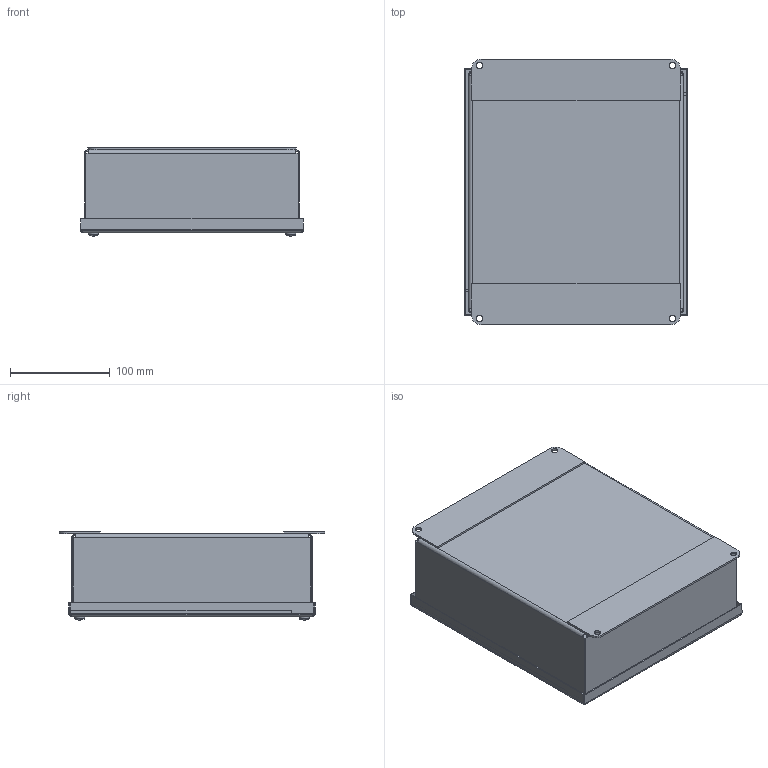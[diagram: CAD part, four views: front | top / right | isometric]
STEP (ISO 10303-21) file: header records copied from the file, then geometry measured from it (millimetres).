
FILE_DESCRIPTION(/* description */ ('LID, PBSS9A, 9.5 X 8.5'),/* implementation_level */ '2;1');
FILE_NAME(/* name */ 'PBSS9A.stp',/* time_stamp */ '2017-01-30T22:58:23+05:00',/* author */ ('mgunasekar'),/* organization */ (''),/* preprocessor_version */ 'ST-DEVELOPER v16.1',/* originating_system */ 'Autodesk Inventor 2016',/* authorisation */ '');
FILE_SCHEMA (('AUTOMOTIVE_DESIGN { 1 0 10303 214 3 1 1 }'));
Length unit declared in the file: inch
Products named in the file (13): PBSS9ALID; 37210; 39077; PBSS9ABKP; 34984; 38832; 32811; 3694; 31817; 3185; 348122; 316244; PBSS9A
Assembly tree (25 placements, depth 2):
  PBSS9A
    PBSS9ALID
    37210  x4
    39077  x4
    PBSS9ABKP
    34984  x4
    38832  x2
    32811  x2
    3694
    31817
    3185
    348122  x2
    316244  x2
Bounding box: 223.84 x 266.7 x 88.41 mm (x, y, z)
Volume: 317900.3 mm3; surface area: 461707.6 mm2
Topology: 25 solids, 27 shells, 793 faces, 2030 edges, 1298 vertices
Faces by surface type: plane 517, cylinder 168, cone 56, torus 30, bspline 14, sphere 8
Full cylindrical faces by diameter (mm): 3.175 x1, 3.378 x2, 3.556 x2, 3.962 x4, 4.255 x4, 4.826 x4, 4.978 x4, 6.299 x4, 6.35 x7, 6.528 x4, 7.061 x4, 7.137 x4, 7.95 x4, 10.312 x4, 11.506 x4
Entity records: 16217 total; most frequent: CARTESIAN_POINT 3199, DIRECTION 2551, ORIENTED_EDGE 2526, EDGE_CURVE 1263, LINE 923, VECTOR 923, VERTEX_POINT 820, AXIS2_PLACEMENT_3D 814
